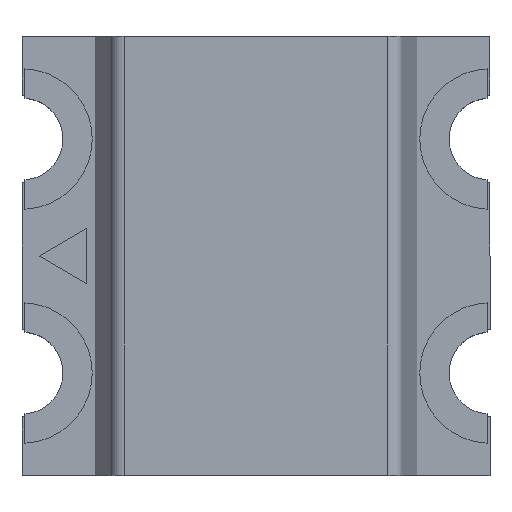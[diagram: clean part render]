
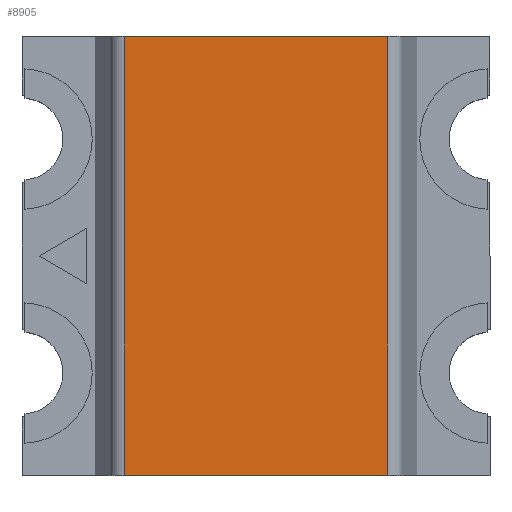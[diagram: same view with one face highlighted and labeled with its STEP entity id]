
A CAD part, top view. The second image highlights one B-rep face of the part: STEP entity #8905.
In plain terms, the highlighted planar face has unit normal (0, 0, 1).
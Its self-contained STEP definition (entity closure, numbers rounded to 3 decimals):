
#113 = EDGE_CURVE ( 'NONE', #5318, #1515, #5871, .T. ) ;
#284 = DIRECTION ( 'NONE',  ( -1., 0., 0. ) ) ;
#303 = PLANE ( 'NONE',  #5343 ) ;
#421 = LINE ( 'NONE', #4954, #12652 ) ;
#556 = VECTOR ( 'NONE', #7117, 1000. ) ;
#591 = EDGE_CURVE ( 'NONE', #1515, #11953, #421, .T. ) ;
#1181 = CARTESIAN_POINT ( 'NONE',  ( -0.45, -0.75, 0.6 ) ) ;
#1515 = VERTEX_POINT ( 'NONE', #12353 ) ;
#2009 = DIRECTION ( 'NONE',  ( 0., -1., 0. ) ) ;
#2359 = FACE_OUTER_BOUND ( 'NONE', #12804, .T. ) ;
#2495 = CARTESIAN_POINT ( 'NONE',  ( -0.45, 0.75, 0.6 ) ) ;
#3569 = CARTESIAN_POINT ( 'NONE',  ( 0.45, 0.75, 0.6 ) ) ;
#3720 = VECTOR ( 'NONE', #2009, 1000. ) ;
#4095 = EDGE_CURVE ( 'NONE', #11953, #7335, #9265, .T. ) ;
#4104 = CARTESIAN_POINT ( 'NONE',  ( 0.45, -0.75, 0.6 ) ) ;
#4954 = CARTESIAN_POINT ( 'NONE',  ( -0.45, 1.898, 0.6 ) ) ;
#5318 = VERTEX_POINT ( 'NONE', #3569 ) ;
#5343 = AXIS2_PLACEMENT_3D ( 'NONE', #13455, #13246, #11033 ) ;
#5684 = ORIENTED_EDGE ( 'NONE', *, *, #591, .T. ) ;
#5871 = LINE ( 'NONE', #2495, #6078 ) ;
#6078 = VECTOR ( 'NONE', #284, 1000. ) ;
#7117 = DIRECTION ( 'NONE',  ( 1., 0., 0. ) ) ;
#7335 = VERTEX_POINT ( 'NONE', #4104 ) ;
#8154 = ORIENTED_EDGE ( 'NONE', *, *, #113, .T. ) ;
#8191 = CARTESIAN_POINT ( 'NONE',  ( -0.45, -0.75, 0.6 ) ) ;
#8905 = ADVANCED_FACE ( 'NONE', ( #2359 ), #303, .F. ) ;
#9265 = LINE ( 'NONE', #8191, #556 ) ;
#9372 = EDGE_CURVE ( 'NONE', #5318, #7335, #12684, .T. ) ;
#9791 = DIRECTION ( 'NONE',  ( 0., -1., 0. ) ) ;
#10817 = CARTESIAN_POINT ( 'NONE',  ( 0.45, 1.898, 0.6 ) ) ;
#11033 = DIRECTION ( 'NONE',  ( -1., 0., 0. ) ) ;
#11953 = VERTEX_POINT ( 'NONE', #1181 ) ;
#12353 = CARTESIAN_POINT ( 'NONE',  ( -0.45, 0.75, 0.6 ) ) ;
#12502 = ORIENTED_EDGE ( 'NONE', *, *, #4095, .T. ) ;
#12652 = VECTOR ( 'NONE', #9791, 1000. ) ;
#12684 = LINE ( 'NONE', #10817, #3720 ) ;
#12804 = EDGE_LOOP ( 'NONE', ( #13084, #8154, #5684, #12502 ) ) ;
#13084 = ORIENTED_EDGE ( 'NONE', *, *, #9372, .F. ) ;
#13246 = DIRECTION ( 'NONE',  ( 0., 0., -1. ) ) ;
#13455 = CARTESIAN_POINT ( 'NONE',  ( -0.45, 1.898, 0.6 ) ) ;
